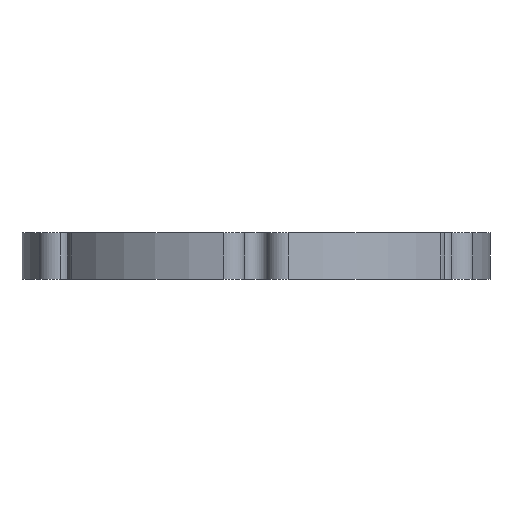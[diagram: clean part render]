
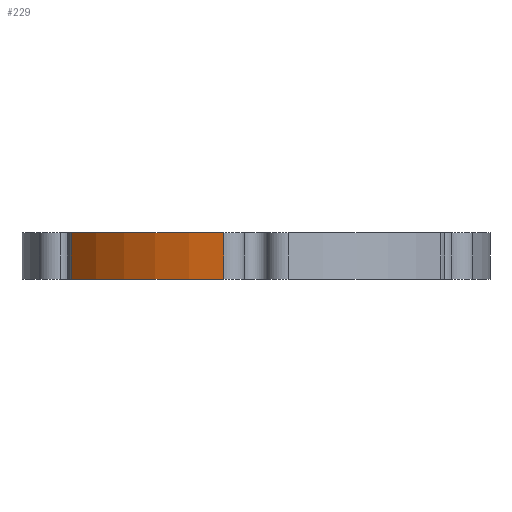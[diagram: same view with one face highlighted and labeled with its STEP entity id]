
A CAD part, front view. The second image highlights one B-rep face of the part: STEP entity #229.
In plain terms, the highlighted cylindrical face has radius 63.5 mm (diameter 127 mm), a partial arc.
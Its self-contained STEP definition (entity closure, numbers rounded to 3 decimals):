
#40=CARTESIAN_POINT('Vertex',(-8.711,-62.9,-158.75)) ;
#56=CARTESIAN_POINT('Vertex',(-8.711,-62.9,-146.05)) ;
#59=CARTESIAN_POINT('Line Origine',(-8.711,-62.9,-152.4)) ;
#133=CARTESIAN_POINT('Axis2P3D Location',(0.,0.,-152.4)) ;
#204=CARTESIAN_POINT('Axis2P3D Location',(0.,0.,-158.75)) ;
#208=CARTESIAN_POINT('Vertex',(-50.117,-38.993,-158.75)) ;
#211=CARTESIAN_POINT('Axis2P3D Location',(0.,0.,-146.05)) ;
#215=CARTESIAN_POINT('Vertex',(-50.117,-38.993,-146.05)) ;
#218=CARTESIAN_POINT('Line Origine',(-50.117,-38.993,-152.4)) ;
#61=VECTOR('Line Direction',#60,1.) ;
#220=VECTOR('Line Direction',#219,1.) ;
#60=DIRECTION('Vector Direction',(0.,0.,-1.)) ;
#134=DIRECTION('Axis2P3D Direction',(0.,0.,-1.)) ;
#135=DIRECTION('Axis2P3D XDirection',(1.,0.,0.)) ;
#205=DIRECTION('Axis2P3D Direction',(0.,0.,-1.)) ;
#212=DIRECTION('Axis2P3D Direction',(0.,0.,-1.)) ;
#219=DIRECTION('Vector Direction',(0.,0.,-1.)) ;
#136=AXIS2_PLACEMENT_3D('Cylinder Axis2P3D',#133,#134,#135) ;
#206=AXIS2_PLACEMENT_3D('Circle Axis2P3D',#204,#205,$) ;
#213=AXIS2_PLACEMENT_3D('Circle Axis2P3D',#211,#212,$) ;
#62=LINE('Line',#59,#61) ;
#221=LINE('Line',#218,#220) ;
#207=CIRCLE('generated circle',#206,63.5) ;
#214=CIRCLE('generated circle',#213,63.5) ;
#137=CYLINDRICAL_SURFACE('generated cylinder',#136,63.5) ;
#63=EDGE_CURVE('',#57,#41,#62,.T.) ;
#210=EDGE_CURVE('',#41,#209,#207,.T.) ;
#217=EDGE_CURVE('',#57,#216,#214,.T.) ;
#222=EDGE_CURVE('',#216,#209,#221,.T.) ;
#224=ORIENTED_EDGE('',*,*,#210,.F.) ;
#225=ORIENTED_EDGE('',*,*,#63,.F.) ;
#226=ORIENTED_EDGE('',*,*,#217,.T.) ;
#227=ORIENTED_EDGE('',*,*,#222,.T.) ;
#223=EDGE_LOOP('',(#224,#225,#226,#227)) ;
#41=VERTEX_POINT('',#40) ;
#57=VERTEX_POINT('',#56) ;
#209=VERTEX_POINT('',#208) ;
#216=VERTEX_POINT('',#215) ;
#229=ADVANCED_FACE('Body.5',(#228),#137,.T.) ;
#228=FACE_OUTER_BOUND('',#223,.T.) ;
